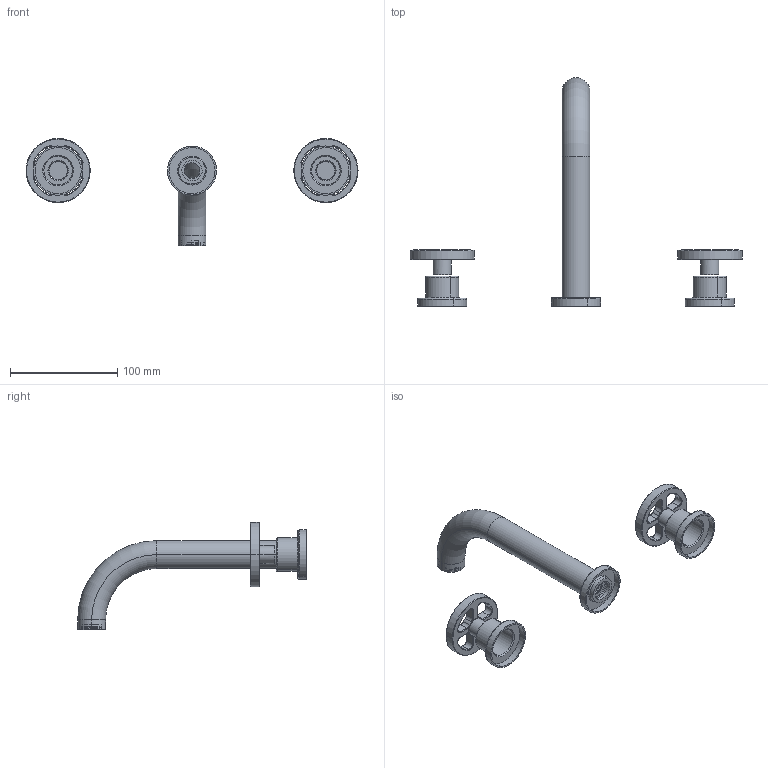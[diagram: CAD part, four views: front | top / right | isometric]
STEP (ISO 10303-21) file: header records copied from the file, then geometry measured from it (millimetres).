
FILE_DESCRIPTION(('CATIA V5 STEP Exchange','CAx-IF Rec.Pracs.--- Model Styling and Organization---1.5--- 2016-08-15','CAx-IF Rec.Pracs.---Supplemental Geometry---1.0---2011-11-01','CAx-IF Rec.Pracs.--- Composite Materials ---3.4---2017-06-13','CAx-IF Rec.Pracs.---Tessellated 3D Geometry---1.0---2015-12-17'),'2;1');
FILE_NAME('MN013510.stp','2022-09-17T09:06:29+00:00',('none'),('none'),'CATIA Version 5-6 Release 2020 SP2','CATIA V5 STEP AP242 v2','none');
FILE_SCHEMA(('AP242_MANAGED_MODEL_BASED_3D_ENGINEERING_MIM_LF {1 0 10303 442 1 1 4}'));
Length unit declared in the file: millimetre
Products named in the file (1): MN1351
Bounding box: 310 x 213.5 x 100 mm (x, y, z)
Volume: 91127.5 mm3; surface area: 83027.2 mm2
Topology: 10 solids, 12 shells, 494 faces, 1098 edges, 648 vertices
Faces by surface type: cylinder 164, cone 146, plane 140, torus 42, bspline 2
Entity records: 12819 total; most frequent: CARTESIAN_POINT 2423, ORIENTED_EDGE 2188, DIRECTION 1832, EDGE_CURVE 1094, AXIS2_PLACEMENT_3D 968, VERTEX_POINT 648, CIRCLE 590, EDGE_LOOP 550
